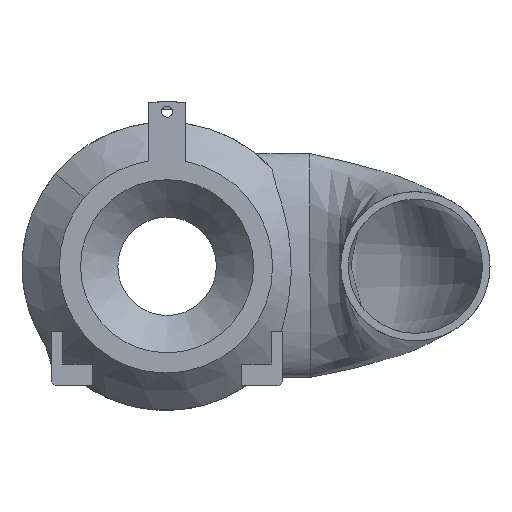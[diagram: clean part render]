
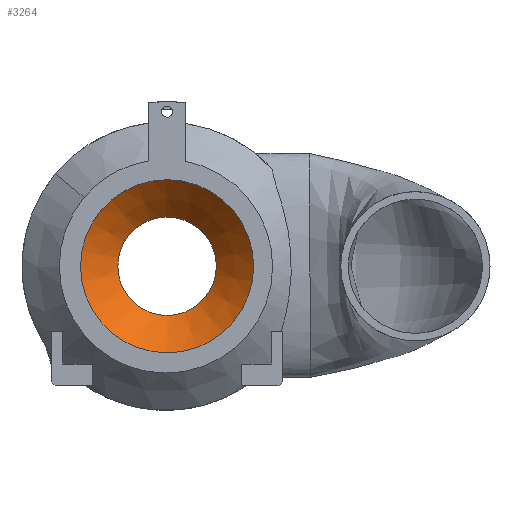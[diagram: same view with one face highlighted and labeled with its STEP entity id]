
A CAD part, front view. The second image highlights one B-rep face of the part: STEP entity #3264.
In plain terms, the highlighted conical face has half-angle 45 degrees and reference radius 18.199 mm.
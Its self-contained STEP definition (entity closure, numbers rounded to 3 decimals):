
#221=CIRCLE('',#3466,23.199);
#249=CIRCLE('',#3570,13.199);
#266=CONICAL_SURFACE('',#3572,18.199,0.785);
#595=FACE_OUTER_BOUND('',#791,.T.);
#791=EDGE_LOOP('',(#2954,#2955,#2956,#2957));
#990=LINE('',#8128,#1181);
#1181=VECTOR('',#4307,18.199);
#1384=VERTEX_POINT('',#5589);
#1525=VERTEX_POINT('',#8123);
#1805=EDGE_CURVE('',#1384,#1384,#221,.T.);
#2013=EDGE_CURVE('',#1525,#1525,#249,.T.);
#2015=EDGE_CURVE('',#1384,#1525,#990,.T.);
#2954=ORIENTED_EDGE('',*,*,#1805,.T.);
#2955=ORIENTED_EDGE('',*,*,#2015,.T.);
#2956=ORIENTED_EDGE('',*,*,#2013,.T.);
#2957=ORIENTED_EDGE('',*,*,#2015,.F.);
#3264=ADVANCED_FACE('',(#595),#266,.F.);
#3466=AXIS2_PLACEMENT_3D('',#5590,#4040,#4041);
#3570=AXIS2_PLACEMENT_3D('',#8124,#4300,#4301);
#3572=AXIS2_PLACEMENT_3D('',#8127,#4305,#4306);
#4040=DIRECTION('center_axis',(0.,-1.,0.));
#4041=DIRECTION('ref_axis',(0.,0.,1.));
#4300=DIRECTION('center_axis',(0.,1.,0.));
#4301=DIRECTION('ref_axis',(0.,0.,1.));
#4305=DIRECTION('center_axis',(0.,-1.,0.));
#4306=DIRECTION('ref_axis',(0.,0.,1.));
#4307=DIRECTION('',(0.,0.707,0.707));
#5589=CARTESIAN_POINT('',(0.,-147.,-62.199));
#5590=CARTESIAN_POINT('Origin',(0.,-147.,-39.));
#8123=CARTESIAN_POINT('',(0.,-137.,-52.199));
#8124=CARTESIAN_POINT('Origin',(0.,-137.,-39.));
#8127=CARTESIAN_POINT('Origin',(0.,-142.,-39.));
#8128=CARTESIAN_POINT('',(0.,-142.,-57.199));
